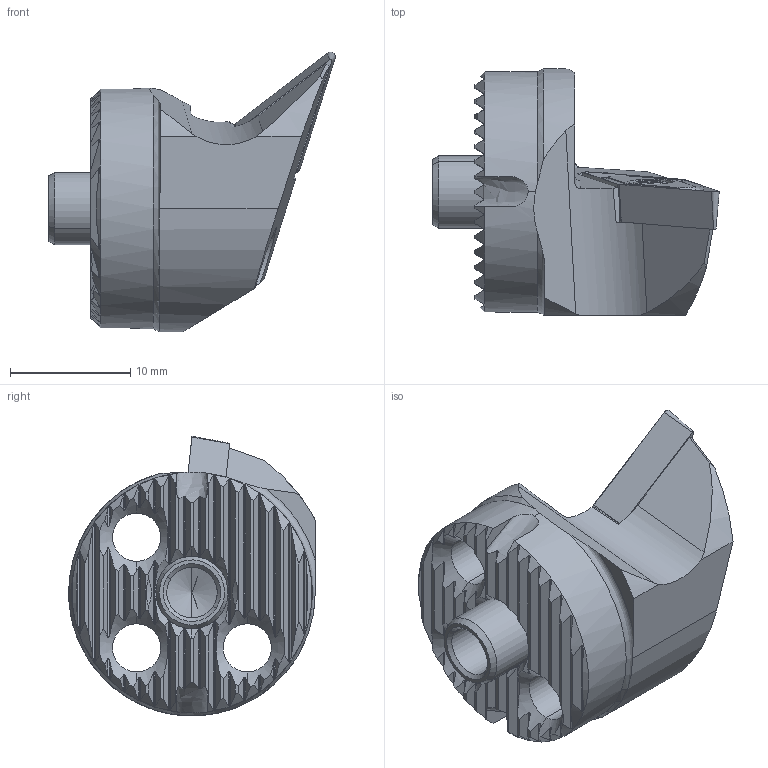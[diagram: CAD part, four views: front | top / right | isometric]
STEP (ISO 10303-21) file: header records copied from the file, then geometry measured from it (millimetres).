
FILE_DESCRIPTION (( 'STEP AP214' ), '1' );
FILE_NAME ('WK4.BVE.LQZ.020.STEP', '2022-12-15T10:19:45', ( '' ), ( '' ), 'SwSTEP 2.0', 'SolidWorks 2017', '' );
FILE_SCHEMA (( 'AUTOMOTIVE_DESIGN' ));
Length unit declared in the file: millimetre
Products named in the file (5): VBMT110304; WK3-ER1.001.006_A_Fertigbearbeitung; WK4-BVE.LQZ.020_A; WCA-ER2.001.006_B; WK4.BVE.LQZ.020
Assembly tree (4 placements, depth 2):
  WK4.BVE.LQZ.020
    WK4-BVE.LQZ.020_A
    WK3-ER1.001.006_A_Fertigbearbeitung
    WCA-ER2.001.006_B
    VBMT110304
Bounding box: 23.8 x 20.49 x 23.25 mm (x, y, z)
Volume: 3066.5 mm3; surface area: 2721.6 mm2
Topology: 4 solids, 4 shells, 338 faces, 942 edges, 607 vertices
Faces by surface type: plane 142, cylinder 123, cone 46, bspline 14, torus 11, sphere 2
Entity records: 12162 total; most frequent: CARTESIAN_POINT 3975, ORIENTED_EDGE 1872, DIRECTION 1402, EDGE_CURVE 936, VERTEX_POINT 607, AXIS2_PLACEMENT_3D 532, B_SPLINE_CURVE_WITH_KNOTS 367, EDGE_LOOP 349
